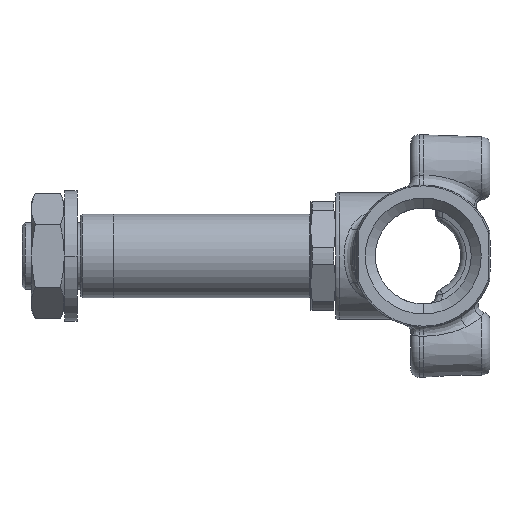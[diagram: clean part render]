
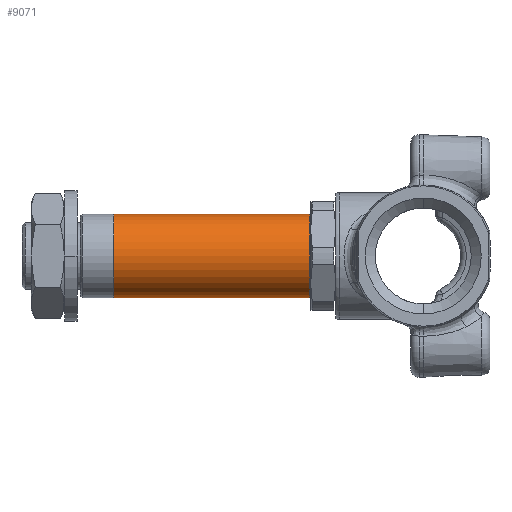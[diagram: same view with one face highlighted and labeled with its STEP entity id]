
A CAD part, left-side view. The second image highlights one B-rep face of the part: STEP entity #9071.
In plain terms, the highlighted cylindrical face has radius 5 mm (diameter 10 mm), a partial arc.
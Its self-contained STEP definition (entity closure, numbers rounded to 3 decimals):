
#393 = CIRCLE ( 'NONE', #13630, 5. ) ;
#1139 = CARTESIAN_POINT ( 'NONE',  ( 0., -20.739, 0. ) ) ;
#1219 = VECTOR ( 'NONE', #5249, 1000. ) ;
#2034 = CARTESIAN_POINT ( 'NONE',  ( 0., 0.5, 0. ) ) ;
#2287 = FACE_OUTER_BOUND ( 'NONE', #14988, .T. ) ;
#3230 = CARTESIAN_POINT ( 'NONE',  ( 0., 0.5, 5. ) ) ;
#3428 = DIRECTION ( 'NONE',  ( 0., 0., -1. ) ) ;
#3870 = ORIENTED_EDGE ( 'NONE', *, *, #15293, .T. ) ;
#3944 = EDGE_CURVE ( 'NONE', #12780, #17138, #11701, .T. ) ;
#4134 = VERTEX_POINT ( 'NONE', #14099 ) ;
#5249 = DIRECTION ( 'NONE',  ( 0., -1., 0. ) ) ;
#5456 = CARTESIAN_POINT ( 'NONE',  ( 0., 24., 0. ) ) ;
#6034 = DIRECTION ( 'NONE',  ( 0., -1., 0. ) ) ;
#6391 = CARTESIAN_POINT ( 'NONE',  ( 0., 24., 5. ) ) ;
#6638 = DIRECTION ( 'NONE',  ( 0., -1., 0. ) ) ;
#6826 = DIRECTION ( 'NONE',  ( 0., 0., 1. ) ) ;
#7256 = EDGE_CURVE ( 'NONE', #4134, #17138, #16959, .T. ) ;
#9071 = ADVANCED_FACE ( 'NONE', ( #2287 ), #11478, .T. ) ;
#9504 = VERTEX_POINT ( 'NONE', #10760 ) ;
#10760 = CARTESIAN_POINT ( 'NONE',  ( 0., 24., -5. ) ) ;
#11478 = CYLINDRICAL_SURFACE ( 'NONE', #17606, 5. ) ;
#11614 = DIRECTION ( 'NONE',  ( 0., 1., 0. ) ) ;
#11701 = LINE ( 'NONE', #13437, #1219 ) ;
#11731 = ORIENTED_EDGE ( 'NONE', *, *, #7256, .T. ) ;
#11762 = LINE ( 'NONE', #14230, #15003 ) ;
#11904 = ORIENTED_EDGE ( 'NONE', *, *, #3944, .F. ) ;
#12780 = VERTEX_POINT ( 'NONE', #6391 ) ;
#13437 = CARTESIAN_POINT ( 'NONE',  ( 0., -20.739, 5. ) ) ;
#13630 = AXIS2_PLACEMENT_3D ( 'NONE', #5456, #15063, #6826 ) ;
#14099 = CARTESIAN_POINT ( 'NONE',  ( 0., 0.5, -5. ) ) ;
#14230 = CARTESIAN_POINT ( 'NONE',  ( 0., -20.739, -5. ) ) ;
#14617 = AXIS2_PLACEMENT_3D ( 'NONE', #2034, #11614, #3428 ) ;
#14923 = DIRECTION ( 'NONE',  ( 0., 0., -1. ) ) ;
#14988 = EDGE_LOOP ( 'NONE', ( #11904, #17323, #3870, #11731 ) ) ;
#15003 = VECTOR ( 'NONE', #6034, 1000. ) ;
#15063 = DIRECTION ( 'NONE',  ( 0., -1., 0. ) ) ;
#15293 = EDGE_CURVE ( 'NONE', #9504, #4134, #11762, .T. ) ;
#15990 = EDGE_CURVE ( 'NONE', #12780, #9504, #393, .T. ) ;
#16959 = CIRCLE ( 'NONE', #14617, 5. ) ;
#17138 = VERTEX_POINT ( 'NONE', #3230 ) ;
#17323 = ORIENTED_EDGE ( 'NONE', *, *, #15990, .T. ) ;
#17606 = AXIS2_PLACEMENT_3D ( 'NONE', #1139, #6638, #14923 ) ;
